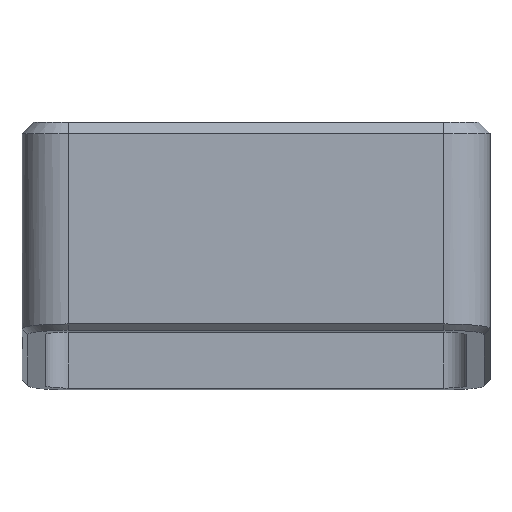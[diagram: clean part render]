
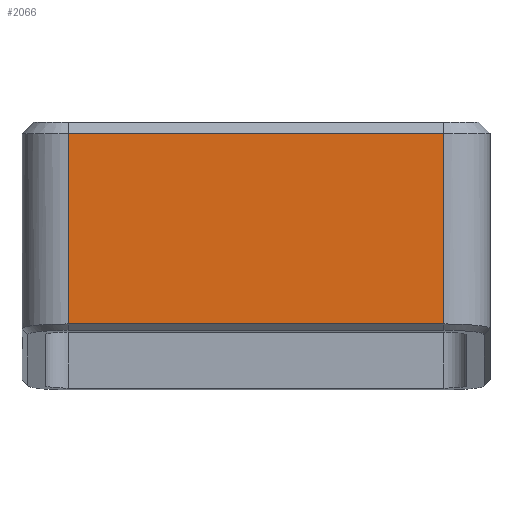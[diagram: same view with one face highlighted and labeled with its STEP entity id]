
A CAD part, front view. The second image highlights one B-rep face of the part: STEP entity #2066.
In plain terms, the highlighted planar face has unit normal (0, -1, 0).
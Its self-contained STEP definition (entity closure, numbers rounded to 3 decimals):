
#89=PLANE('',#2226);
#171=FACE_OUTER_BOUND('',#288,.T.);
#288=EDGE_LOOP('',(#1611,#1612,#1613,#1614));
#455=LINE('',#3212,#669);
#474=LINE('',#3443,#688);
#475=LINE('',#3447,#689);
#476=LINE('',#3448,#690);
#669=VECTOR('',#2569,10.);
#688=VECTOR('',#2598,10.);
#689=VECTOR('',#2603,10.);
#690=VECTOR('',#2604,10.);
#961=VERTEX_POINT('',#3194);
#963=VERTEX_POINT('',#3208);
#985=VERTEX_POINT('',#3442);
#986=VERTEX_POINT('',#3446);
#1193=EDGE_CURVE('',#961,#963,#455,.T.);
#1226=EDGE_CURVE('',#963,#985,#474,.T.);
#1228=EDGE_CURVE('',#986,#961,#475,.T.);
#1229=EDGE_CURVE('',#985,#986,#476,.T.);
#1611=ORIENTED_EDGE('',*,*,#1193,.F.);
#1612=ORIENTED_EDGE('',*,*,#1228,.F.);
#1613=ORIENTED_EDGE('',*,*,#1229,.F.);
#1614=ORIENTED_EDGE('',*,*,#1226,.F.);
#2066=ADVANCED_FACE('',(#171),#89,.T.);
#2226=AXIS2_PLACEMENT_3D('',#3445,#2601,#2602);
#2569=DIRECTION('',(-1.,0.,0.));
#2598=DIRECTION('',(0.,0.,1.));
#2601=DIRECTION('center_axis',(0.,-1.,0.));
#2602=DIRECTION('ref_axis',(1.,0.,0.));
#2603=DIRECTION('',(0.,0.,-1.));
#2604=DIRECTION('',(1.,0.,0.));
#3194=CARTESIAN_POINT('',(30.575,-44.1,-8.5));
#3208=CARTESIAN_POINT('',(-2.,-44.1,-8.5));
#3212=CARTESIAN_POINT('',(4.144,-44.1,-8.5));
#3442=CARTESIAN_POINT('',(-2.,-44.1,8.));
#3443=CARTESIAN_POINT('',(-2.,-44.1,0.));
#3445=CARTESIAN_POINT('Origin',(-6.,-44.1,0.));
#3446=CARTESIAN_POINT('',(30.575,-44.1,8.));
#3447=CARTESIAN_POINT('',(30.575,-44.1,0.));
#3448=CARTESIAN_POINT('',(4.144,-44.1,8.));
